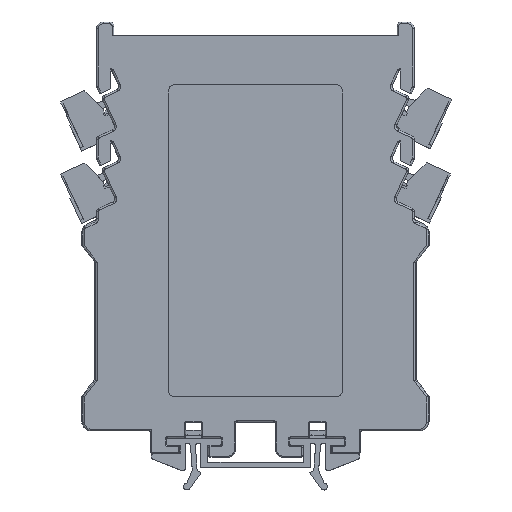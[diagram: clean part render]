
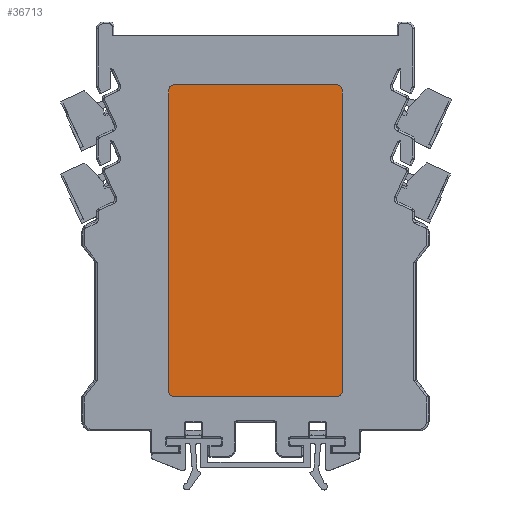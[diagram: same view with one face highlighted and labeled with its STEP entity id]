
A CAD part, top view. The second image highlights one B-rep face of the part: STEP entity #36713.
In plain terms, the highlighted face is planar.
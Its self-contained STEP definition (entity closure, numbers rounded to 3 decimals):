
#100 = DIRECTION ( 'NONE',  ( 1., 0., 0. ) ) ;
#490 = CIRCLE ( 'NONE', #39702, 1.482 ) ;
#1637 = CARTESIAN_POINT ( 'NONE',  ( -23.468, -26.186, 0.158 ) ) ;
#2163 = VERTEX_POINT ( 'NONE', #2345 ) ;
#2265 = CIRCLE ( 'NONE', #37623, 1.482 ) ;
#2345 = CARTESIAN_POINT ( 'NONE',  ( 24.951, -112.945, 0.158 ) ) ;
#2487 = CIRCLE ( 'NONE', #41122, 1.482 ) ;
#2678 = EDGE_CURVE ( 'NONE', #19140, #23825, #2487, .T. ) ;
#4870 = PLANE ( 'NONE',  #12049 ) ;
#5284 = EDGE_CURVE ( 'NONE', #16091, #20196, #2265, .T. ) ;
#5304 = EDGE_CURVE ( 'NONE', #45149, #19140, #11030, .T. ) ;
#5473 = CARTESIAN_POINT ( 'NONE',  ( 0., 0., 0.158 ) ) ;
#5625 = DIRECTION ( 'NONE',  ( -1., 0., 0. ) ) ;
#6508 = CARTESIAN_POINT ( 'NONE',  ( -23.468, -114.427, 0.158 ) ) ;
#7094 = ORIENTED_EDGE ( 'NONE', *, *, #44760, .F. ) ;
#9540 = CARTESIAN_POINT ( 'NONE',  ( -23.468, -24.704, 0.158 ) ) ;
#10070 = LINE ( 'NONE', #29081, #44138 ) ;
#10873 = VECTOR ( 'NONE', #33054, 1000. ) ;
#11030 = LINE ( 'NONE', #19837, #42368 ) ;
#11351 = ORIENTED_EDGE ( 'NONE', *, *, #18849, .T. ) ;
#12049 = AXIS2_PLACEMENT_3D ( 'NONE', #5473, #33255, #5625 ) ;
#12079 = DIRECTION ( 'NONE',  ( 0., 0., -1. ) ) ;
#12199 = EDGE_CURVE ( 'NONE', #2163, #16091, #10070, .T. ) ;
#13289 = ORIENTED_EDGE ( 'NONE', *, *, #2678, .T. ) ;
#14917 = CARTESIAN_POINT ( 'NONE',  ( 24.951, -24.704, 0.158 ) ) ;
#15052 = DIRECTION ( 'NONE',  ( 0., 1., 0. ) ) ;
#15394 = EDGE_CURVE ( 'NONE', #21552, #17016, #40533, .T. ) ;
#15712 = DIRECTION ( 'NONE',  ( 0., 0., 1. ) ) ;
#16091 = VERTEX_POINT ( 'NONE', #17177 ) ;
#17016 = VERTEX_POINT ( 'NONE', #20391 ) ;
#17177 = CARTESIAN_POINT ( 'NONE',  ( 24.951, -26.186, 0.158 ) ) ;
#17557 = DIRECTION ( 'NONE',  ( -1., 0., 0. ) ) ;
#18630 = CARTESIAN_POINT ( 'NONE',  ( 23.468, -26.186, 0.158 ) ) ;
#18849 = EDGE_CURVE ( 'NONE', #21552, #45149, #39743, .T. ) ;
#19140 = VERTEX_POINT ( 'NONE', #33214 ) ;
#19147 = DIRECTION ( 'NONE',  ( 1., 0., 0. ) ) ;
#19348 = ORIENTED_EDGE ( 'NONE', *, *, #5284, .F. ) ;
#19781 = AXIS2_PLACEMENT_3D ( 'NONE', #41871, #34773, #100 ) ;
#19837 = CARTESIAN_POINT ( 'NONE',  ( -24.951, -24.704, 0.158 ) ) ;
#20196 = VERTEX_POINT ( 'NONE', #44629 ) ;
#20391 = CARTESIAN_POINT ( 'NONE',  ( 23.468, -114.427, 0.158 ) ) ;
#21552 = VERTEX_POINT ( 'NONE', #6508 ) ;
#23825 = VERTEX_POINT ( 'NONE', #9540 ) ;
#25236 = FACE_OUTER_BOUND ( 'NONE', #32062, .T. ) ;
#25486 = LINE ( 'NONE', #14917, #38141 ) ;
#29081 = CARTESIAN_POINT ( 'NONE',  ( 24.951, -24.704, 0.158 ) ) ;
#29232 = DIRECTION ( 'NONE',  ( -1., 0., 0. ) ) ;
#29259 = DIRECTION ( 'NONE',  ( -1., 0., 0. ) ) ;
#29542 = CARTESIAN_POINT ( 'NONE',  ( 24.951, -114.427, 0.158 ) ) ;
#30718 = ORIENTED_EDGE ( 'NONE', *, *, #5304, .T. ) ;
#32062 = EDGE_LOOP ( 'NONE', ( #42185, #11351, #30718, #13289, #7094, #19348, #38955, #39941 ) ) ;
#33054 = DIRECTION ( 'NONE',  ( 1., 0., 0. ) ) ;
#33214 = CARTESIAN_POINT ( 'NONE',  ( -24.951, -26.186, 0.158 ) ) ;
#33255 = DIRECTION ( 'NONE',  ( 0., 0., -1. ) ) ;
#34773 = DIRECTION ( 'NONE',  ( 0., 0., -1. ) ) ;
#35225 = CARTESIAN_POINT ( 'NONE',  ( 23.468, -112.945, 0.158 ) ) ;
#36713 = ADVANCED_FACE ( 'NONE', ( #25236 ), #4870, .T. ) ;
#36983 = EDGE_CURVE ( 'NONE', #17016, #2163, #490, .T. ) ;
#37623 = AXIS2_PLACEMENT_3D ( 'NONE', #18630, #15712, #29259 ) ;
#38141 = VECTOR ( 'NONE', #29232, 1000. ) ;
#38955 = ORIENTED_EDGE ( 'NONE', *, *, #12199, .F. ) ;
#39702 = AXIS2_PLACEMENT_3D ( 'NONE', #35225, #45074, #17557 ) ;
#39743 = CIRCLE ( 'NONE', #19781, 1.482 ) ;
#39941 = ORIENTED_EDGE ( 'NONE', *, *, #36983, .F. ) ;
#40533 = LINE ( 'NONE', #29542, #10873 ) ;
#41122 = AXIS2_PLACEMENT_3D ( 'NONE', #1637, #12079, #19147 ) ;
#41871 = CARTESIAN_POINT ( 'NONE',  ( -23.468, -112.945, 0.158 ) ) ;
#42089 = CARTESIAN_POINT ( 'NONE',  ( -24.951, -112.945, 0.158 ) ) ;
#42185 = ORIENTED_EDGE ( 'NONE', *, *, #15394, .F. ) ;
#42368 = VECTOR ( 'NONE', #44282, 1000. ) ;
#44138 = VECTOR ( 'NONE', #15052, 1000. ) ;
#44282 = DIRECTION ( 'NONE',  ( 0., 1., 0. ) ) ;
#44629 = CARTESIAN_POINT ( 'NONE',  ( 23.468, -24.704, 0.158 ) ) ;
#44760 = EDGE_CURVE ( 'NONE', #20196, #23825, #25486, .T. ) ;
#45074 = DIRECTION ( 'NONE',  ( 0., 0., 1. ) ) ;
#45149 = VERTEX_POINT ( 'NONE', #42089 ) ;
